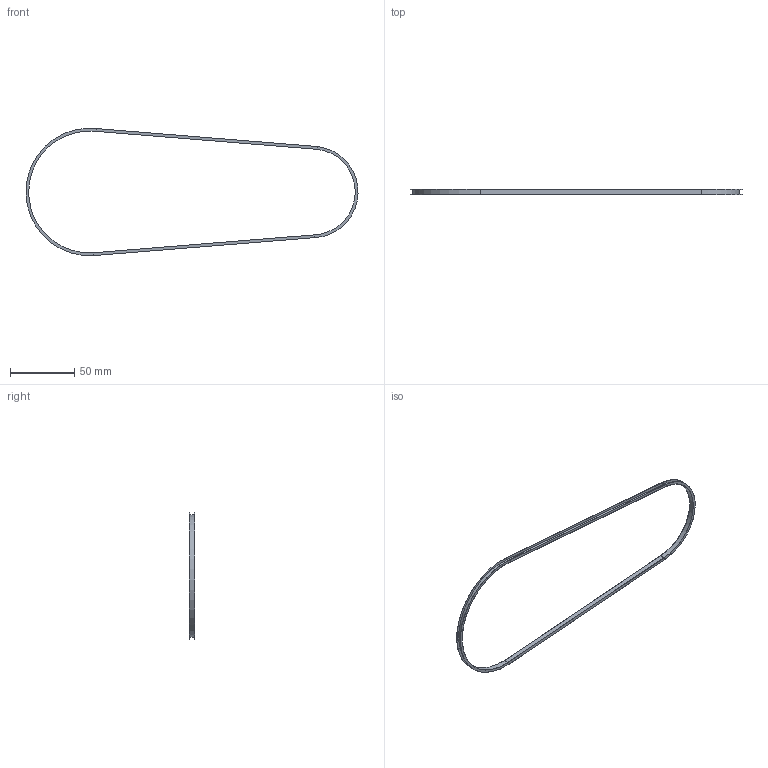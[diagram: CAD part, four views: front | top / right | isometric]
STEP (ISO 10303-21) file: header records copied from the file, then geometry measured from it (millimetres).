
FILE_DESCRIPTION(('CATIA V5 STEP Exchange'),'2;1');
FILE_NAME('Belt.stp','2023-03-08T18:25:24+00:00',('none'),('none'),'CATIA Version 5 Release 20 GA (IN-10)','CATIA V5 STEP AP203','none');
FILE_SCHEMA(('CONFIG_CONTROL_DESIGN'));
Length unit declared in the file: millimetre
Products named in the file (1): Belt
Bounding box: 257.95 x 4 x 98.86 mm (x, y, z)
Volume: 963.1 mm3; surface area: 9897.6 mm2
Topology: 1 solids, 1 shells, 32 faces, 64 edges, 32 vertices
Faces by surface type: plane 24, cylinder 8
Entity records: 738 total; most frequent: ORIENTED_EDGE 128, CARTESIAN_POINT 113, DIRECTION 96, EDGE_CURVE 64, VECTOR 48, LINE 48, AXIS2_PLACEMENT_3D 33, ADVANCED_FACE 32
